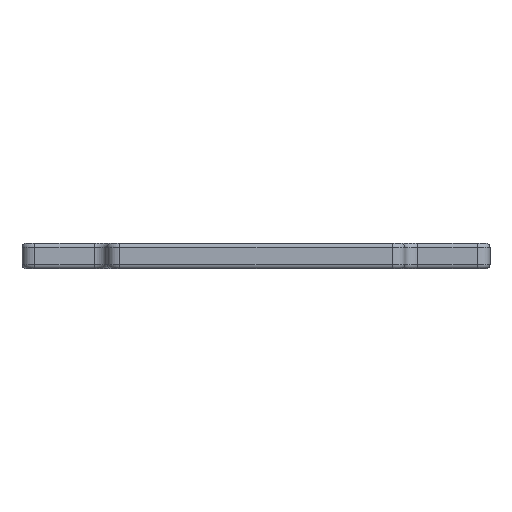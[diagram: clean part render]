
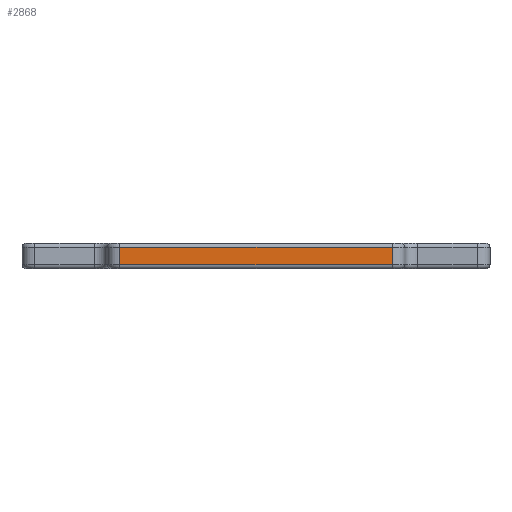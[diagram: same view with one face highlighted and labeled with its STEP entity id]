
A CAD part, left-side view. The second image highlights one B-rep face of the part: STEP entity #2868.
In plain terms, the highlighted planar face has unit normal (-1, 0, 0).
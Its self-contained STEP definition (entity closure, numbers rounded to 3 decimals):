
#48 = VERTEX_POINT ( 'NONE', #3760 ) ;
#406 = EDGE_CURVE ( 'NONE', #2321, #2709, #5054, .T. ) ;
#666 = VECTOR ( 'NONE', #2798, 1000. ) ;
#1146 = LINE ( 'NONE', #5514, #4611 ) ;
#1250 = ORIENTED_EDGE ( 'NONE', *, *, #406, .T. ) ;
#1557 = DIRECTION ( 'NONE',  ( 0., 0., 1. ) ) ;
#1727 = DIRECTION ( 'NONE',  ( 0., -1., 0. ) ) ;
#1949 = CARTESIAN_POINT ( 'NONE',  ( -85., 32., 6. ) ) ;
#2061 = FACE_OUTER_BOUND ( 'NONE', #4781, .T. ) ;
#2092 = PLANE ( 'NONE',  #2915 ) ;
#2173 = VERTEX_POINT ( 'NONE', #5216 ) ;
#2321 = VERTEX_POINT ( 'NONE', #2723 ) ;
#2325 = ORIENTED_EDGE ( 'NONE', *, *, #2638, .T. ) ;
#2638 = EDGE_CURVE ( 'NONE', #2709, #48, #4170, .T. ) ;
#2709 = VERTEX_POINT ( 'NONE', #5375 ) ;
#2723 = CARTESIAN_POINT ( 'NONE',  ( -85., -32., 5. ) ) ;
#2752 = ORIENTED_EDGE ( 'NONE', *, *, #4639, .T. ) ;
#2798 = DIRECTION ( 'NONE',  ( 0., 0., -1. ) ) ;
#2868 = ADVANCED_FACE ( 'NONE', ( #2061 ), #2092, .F. ) ;
#2915 = AXIS2_PLACEMENT_3D ( 'NONE', #3867, #5643, #3426 ) ;
#2964 = EDGE_CURVE ( 'NONE', #48, #2173, #5730, .T. ) ;
#3426 = DIRECTION ( 'NONE',  ( 0., 0., -1. ) ) ;
#3760 = CARTESIAN_POINT ( 'NONE',  ( -85., 32., 1. ) ) ;
#3867 = CARTESIAN_POINT ( 'NONE',  ( -85., 35., 6. ) ) ;
#4170 = LINE ( 'NONE', #1949, #666 ) ;
#4271 = DIRECTION ( 'NONE',  ( 0., 1., 0. ) ) ;
#4407 = CARTESIAN_POINT ( 'NONE',  ( -85., 35., 1. ) ) ;
#4611 = VECTOR ( 'NONE', #1557, 1000. ) ;
#4639 = EDGE_CURVE ( 'NONE', #2173, #2321, #1146, .T. ) ;
#4748 = VECTOR ( 'NONE', #1727, 1000. ) ;
#4781 = EDGE_LOOP ( 'NONE', ( #2752, #1250, #2325, #4913 ) ) ;
#4913 = ORIENTED_EDGE ( 'NONE', *, *, #2964, .T. ) ;
#5054 = LINE ( 'NONE', #5608, #5333 ) ;
#5216 = CARTESIAN_POINT ( 'NONE',  ( -85., -32., 1. ) ) ;
#5333 = VECTOR ( 'NONE', #4271, 1000. ) ;
#5375 = CARTESIAN_POINT ( 'NONE',  ( -85., 32., 5. ) ) ;
#5514 = CARTESIAN_POINT ( 'NONE',  ( -85., -32., 6. ) ) ;
#5608 = CARTESIAN_POINT ( 'NONE',  ( -85., 32., 5. ) ) ;
#5643 = DIRECTION ( 'NONE',  ( 1., 0., 0. ) ) ;
#5730 = LINE ( 'NONE', #4407, #4748 ) ;
